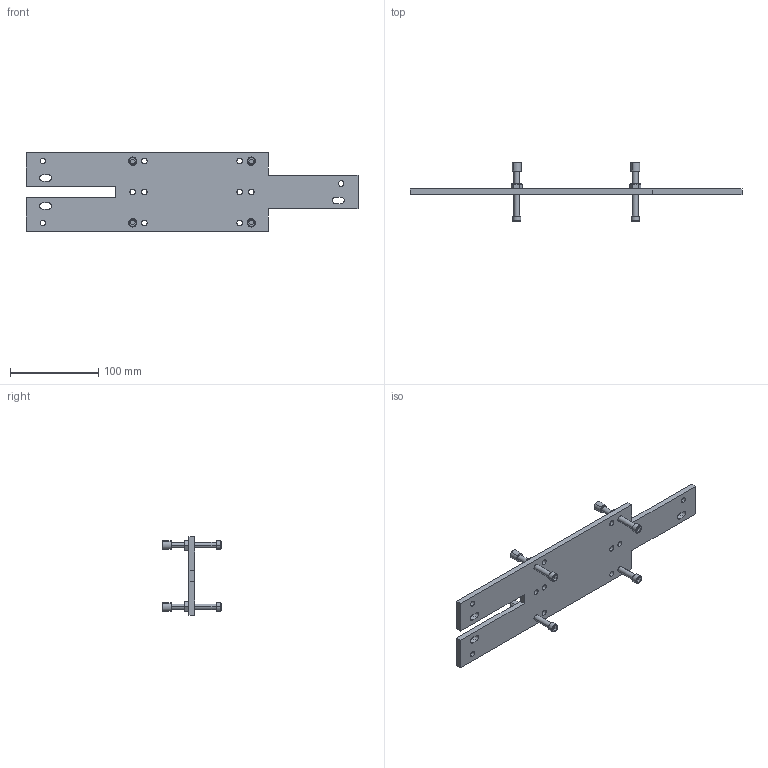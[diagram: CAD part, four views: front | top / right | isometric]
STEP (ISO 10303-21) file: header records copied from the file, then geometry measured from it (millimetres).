
FILE_DESCRIPTION (( 'STEP AP203' ), '1' );
FILE_NAME ('D1201216-v1.STEP', '2012-09-12T21:12:32', ( 'Dwayne Giardina' ), ( 'Microsoft' ), 'SwSTEP 2.0', 'SolidWorks 2012', '' );
FILE_SCHEMA (( 'CONFIG_CONTROL_DESIGN' ));
Length unit declared in the file: inch
Products named in the file (6): D1201216-v1; Ag-SST_HexNut_HN .25; D0900897_Advanced_LIGO_Earthquake_Stop_for_Glass_(No_Glass_Tip),_Simplified; D0900702_Advanced_LIGO_Viton_EQ_Stop_Tip; D0900906_Advanced_LIGO_Earthquake_Stop_Adjuster_and_Mount,_2_Inch; D070050_EQ_Bracket_Bottom
Assembly tree (11 placements, depth 3):
  D1201216-v1
    D070050_EQ_Bracket_Bottom
    D0900897_Advanced_LIGO_Earthquake_Stop_for_Glass_(No_Glass_Tip),_Simplified  x4
      D0900906_Advanced_LIGO_Earthquake_Stop_Adjuster_and_Mount,_2_Inch
      D0900702_Advanced_LIGO_Viton_EQ_Stop_Tip
    Ag-SST_HexNut_HN .25  x4
Bounding box: 375.41 x 66.98 x 88.9 mm (x, y, z)
Volume: 178990 mm3; surface area: 71681.7 mm2
Topology: 13 solids, 13 shells, 264 faces, 598 edges, 380 vertices
Faces by surface type: plane 112, cylinder 92, cone 52, torus 8
Entity records: 4213 total; most frequent: CARTESIAN_POINT 633, DIRECTION 621, ORIENTED_EDGE 542, EDGE_CURVE 271, AXIS2_PLACEMENT_3D 240, VERTEX_POINT 176, EDGE_LOOP 151, VECTOR 141
